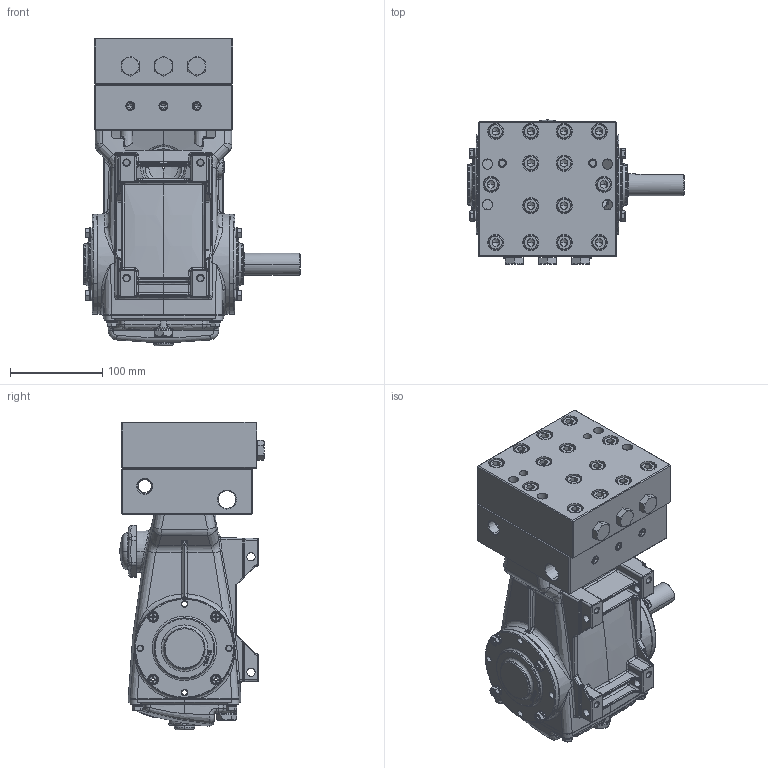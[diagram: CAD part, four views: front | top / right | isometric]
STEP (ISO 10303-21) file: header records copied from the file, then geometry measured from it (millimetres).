
FILE_DESCRIPTION (( 'STEP AP203' ), '1' );
FILE_NAME ('781.STEP', '2025-05-23T16:04:54', ( '' ), ( '' ), 'SwSTEP 2.0', 'SolidWorks 2025', '' );
FILE_SCHEMA (( 'CONFIG_CONTROL_DESIGN' ));
Length unit declared in the file: inch
Products named in the file (1): 781
Bounding box: 234.25 x 156.18 x 333.5 mm (x, y, z)
Surface area: 329060 mm2 (no closed solid volume)
Topology: 0 solids, 72 shells, 1852 faces, 5983 edges, 4021 vertices
Faces by surface type: plane 796, cylinder 385, bspline 348, cone 209, torus 77, sphere 37
Entity records: 85112 total; most frequent: CARTESIAN_POINT 37425, ORIENTED_EDGE 9736, DIRECTION 8944, EDGE_CURVE 5891, VERTEX_POINT 4017, AXIS2_PLACEMENT_3D 3278, LINE 2388, VECTOR 2388
